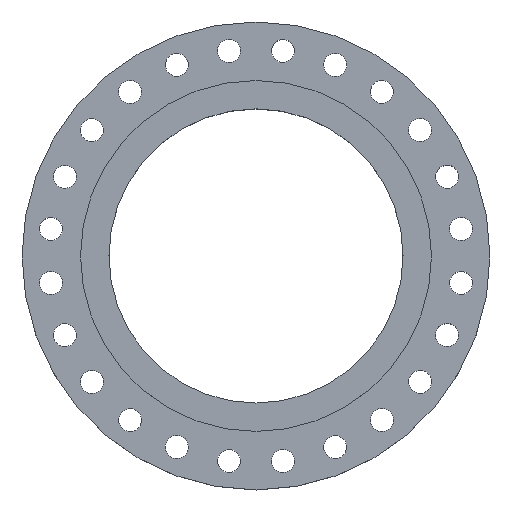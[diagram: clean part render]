
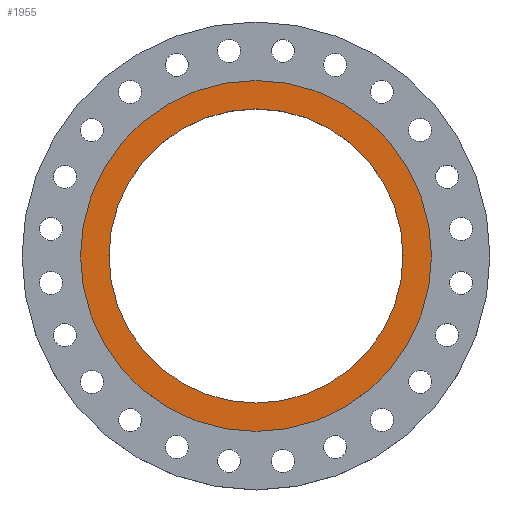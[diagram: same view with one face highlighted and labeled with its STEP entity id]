
A CAD part, top view. The second image highlights one B-rep face of the part: STEP entity #1955.
In plain terms, the highlighted planar face has unit normal (0, 0, 1).
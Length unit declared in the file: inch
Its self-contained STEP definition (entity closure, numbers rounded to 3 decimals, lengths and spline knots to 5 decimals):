
#114 = DIRECTION ( 'NONE',  ( 0., 0., 1. ) ) ;
#165 = CARTESIAN_POINT ( 'NONE',  ( 0., 0., 0.0625 ) ) ;
#244 = CIRCLE ( 'NONE', #909, 8.8 ) ;
#347 = FACE_OUTER_BOUND ( 'NONE', #918, .T. ) ;
#385 = FACE_BOUND ( 'NONE', #1847, .T. ) ;
#415 = CIRCLE ( 'NONE', #1829, 10.5 ) ;
#460 = EDGE_CURVE ( 'NONE', #1587, #1608, #2061, .T. ) ;
#526 = VERTEX_POINT ( 'NONE', #1214 ) ;
#598 = AXIS2_PLACEMENT_3D ( 'NONE', #633, #994, #2229 ) ;
#613 = AXIS2_PLACEMENT_3D ( 'NONE', #2135, #1105, #695 ) ;
#633 = CARTESIAN_POINT ( 'NONE',  ( 0., 0., 0.0625 ) ) ;
#695 = DIRECTION ( 'NONE',  ( 1., 0., 0. ) ) ;
#704 = DIRECTION ( 'NONE',  ( 0., 0., 1. ) ) ;
#775 = CARTESIAN_POINT ( 'NONE',  ( -10.5, 0., 0.0625 ) ) ;
#871 = AXIS2_PLACEMENT_3D ( 'NONE', #2014, #114, #1518 ) ;
#909 = AXIS2_PLACEMENT_3D ( 'NONE', #1152, #928, #2213 ) ;
#918 = EDGE_LOOP ( 'NONE', ( #956, #1583 ) ) ;
#928 = DIRECTION ( 'NONE',  ( 0., 0., 1. ) ) ;
#956 = ORIENTED_EDGE ( 'NONE', *, *, #460, .T. ) ;
#958 = EDGE_CURVE ( 'NONE', #1608, #1587, #415, .T. ) ;
#986 = CIRCLE ( 'NONE', #613, 8.8 ) ;
#994 = DIRECTION ( 'NONE',  ( 0., 0., 1. ) ) ;
#1019 = VERTEX_POINT ( 'NONE', #1565 ) ;
#1105 = DIRECTION ( 'NONE',  ( 0., 0., 1. ) ) ;
#1152 = CARTESIAN_POINT ( 'NONE',  ( 0., 0., 0.0625 ) ) ;
#1214 = CARTESIAN_POINT ( 'NONE',  ( -8.8, 0., 0.0625 ) ) ;
#1221 = DIRECTION ( 'NONE',  ( 1., 0., 0. ) ) ;
#1513 = EDGE_CURVE ( 'NONE', #1019, #526, #986, .T. ) ;
#1518 = DIRECTION ( 'NONE',  ( 1., 0., 0. ) ) ;
#1528 = EDGE_CURVE ( 'NONE', #526, #1019, #244, .T. ) ;
#1565 = CARTESIAN_POINT ( 'NONE',  ( 8.8, 0., 0.0625 ) ) ;
#1583 = ORIENTED_EDGE ( 'NONE', *, *, #958, .T. ) ;
#1587 = VERTEX_POINT ( 'NONE', #775 ) ;
#1608 = VERTEX_POINT ( 'NONE', #1669 ) ;
#1665 = ORIENTED_EDGE ( 'NONE', *, *, #1528, .F. ) ;
#1669 = CARTESIAN_POINT ( 'NONE',  ( 10.5, 0., 0.0625 ) ) ;
#1829 = AXIS2_PLACEMENT_3D ( 'NONE', #165, #704, #1221 ) ;
#1847 = EDGE_LOOP ( 'NONE', ( #1665, #2054 ) ) ;
#1955 = ADVANCED_FACE ( 'NONE', ( #385, #347 ), #2194, .T. ) ;
#2014 = CARTESIAN_POINT ( 'NONE',  ( 0., 0., 0.0625 ) ) ;
#2054 = ORIENTED_EDGE ( 'NONE', *, *, #1513, .F. ) ;
#2061 = CIRCLE ( 'NONE', #871, 10.5 ) ;
#2135 = CARTESIAN_POINT ( 'NONE',  ( 0., 0., 0.0625 ) ) ;
#2194 = PLANE ( 'NONE',  #598 ) ;
#2213 = DIRECTION ( 'NONE',  ( 1., 0., 0. ) ) ;
#2229 = DIRECTION ( 'NONE',  ( 1., 0., 0. ) ) ;
